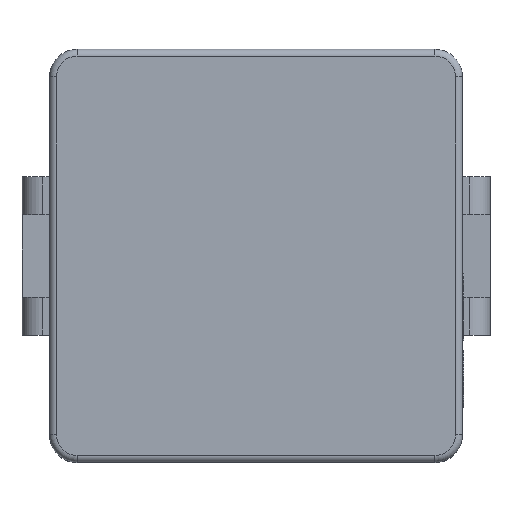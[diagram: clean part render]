
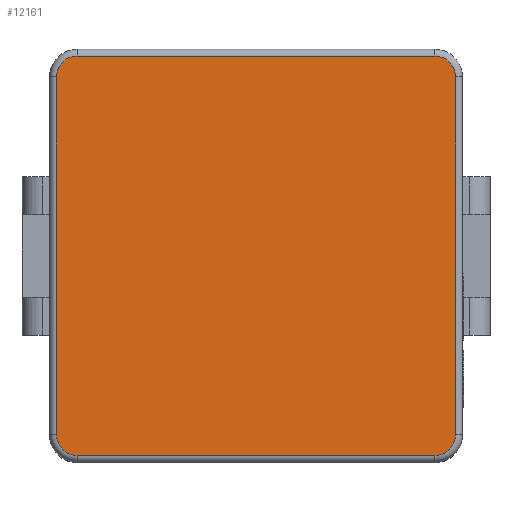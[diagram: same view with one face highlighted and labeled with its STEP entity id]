
A CAD part, top view. The second image highlights one B-rep face of the part: STEP entity #12161.
In plain terms, the highlighted planar face has unit normal (0, 0, 1).
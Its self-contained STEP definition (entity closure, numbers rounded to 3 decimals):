
#29 = VECTOR ( 'NONE', #16180, 1000. ) ;
#330 = EDGE_CURVE ( 'NONE', #7193, #16207, #13796, .T. ) ;
#351 = AXIS2_PLACEMENT_3D ( 'NONE', #5818, #8544, #10087 ) ;
#508 = ORIENTED_EDGE ( 'NONE', *, *, #16306, .T. ) ;
#557 = DIRECTION ( 'NONE',  ( 1., 0., 0. ) ) ;
#732 = ORIENTED_EDGE ( 'NONE', *, *, #3373, .T. ) ;
#765 = CARTESIAN_POINT ( 'NONE',  ( 1.3, 1.3, 1.8 ) ) ;
#1059 = CIRCLE ( 'NONE', #8122, 0.15 ) ;
#1684 = ORIENTED_EDGE ( 'NONE', *, *, #11601, .T. ) ;
#1895 = CARTESIAN_POINT ( 'NONE',  ( -1.3, -1.3, 1.8 ) ) ;
#2186 = DIRECTION ( 'NONE',  ( 0., 1., 0. ) ) ;
#2275 = ORIENTED_EDGE ( 'NONE', *, *, #9212, .T. ) ;
#2434 = CARTESIAN_POINT ( 'NONE',  ( -1.3, -1.45, 1.8 ) ) ;
#2702 = DIRECTION ( 'NONE',  ( -1., 0., 0. ) ) ;
#3039 = ORIENTED_EDGE ( 'NONE', *, *, #6128, .T. ) ;
#3068 = CARTESIAN_POINT ( 'NONE',  ( -1.45, 1.3, 1.8 ) ) ;
#3084 = CARTESIAN_POINT ( 'NONE',  ( -1.45, -1.3, 1.8 ) ) ;
#3138 = DIRECTION ( 'NONE',  ( 0., 0., 1. ) ) ;
#3373 = EDGE_CURVE ( 'NONE', #13240, #6037, #1059, .T. ) ;
#3499 = CARTESIAN_POINT ( 'NONE',  ( -1.45, -1.3, 1.8 ) ) ;
#3500 = DIRECTION ( 'NONE',  ( 0., 0., 1. ) ) ;
#3538 = VECTOR ( 'NONE', #8270, 1000. ) ;
#4575 = CARTESIAN_POINT ( 'NONE',  ( 1.45, 1.3, 1.8 ) ) ;
#5079 = DIRECTION ( 'NONE',  ( 1., 0., 0. ) ) ;
#5818 = CARTESIAN_POINT ( 'NONE',  ( -1.3, 1.3, 1.8 ) ) ;
#5960 = DIRECTION ( 'NONE',  ( 1., 0., 0. ) ) ;
#6037 = VERTEX_POINT ( 'NONE', #11381 ) ;
#6055 = AXIS2_PLACEMENT_3D ( 'NONE', #14876, #3138, #557 ) ;
#6128 = EDGE_CURVE ( 'NONE', #6037, #10725, #8124, .T. ) ;
#6497 = ORIENTED_EDGE ( 'NONE', *, *, #7536, .T. ) ;
#7023 = LINE ( 'NONE', #8644, #13060 ) ;
#7193 = VERTEX_POINT ( 'NONE', #2434 ) ;
#7536 = EDGE_CURVE ( 'NONE', #13841, #11295, #10989, .T. ) ;
#8041 = CARTESIAN_POINT ( 'NONE',  ( -1.3, 1.45, 1.8 ) ) ;
#8082 = CARTESIAN_POINT ( 'NONE',  ( -1.3, 1.45, 1.8 ) ) ;
#8122 = AXIS2_PLACEMENT_3D ( 'NONE', #765, #3500, #5960 ) ;
#8124 = LINE ( 'NONE', #8041, #15262 ) ;
#8270 = DIRECTION ( 'NONE',  ( 1., 0., 0. ) ) ;
#8276 = DIRECTION ( 'NONE',  ( 0., 0., 1. ) ) ;
#8544 = DIRECTION ( 'NONE',  ( 0., 0., 1. ) ) ;
#8644 = CARTESIAN_POINT ( 'NONE',  ( 1.45, 1.3, 1.8 ) ) ;
#9055 = VERTEX_POINT ( 'NONE', #12814 ) ;
#9212 = EDGE_CURVE ( 'NONE', #16207, #9055, #13380, .T. ) ;
#9320 = CARTESIAN_POINT ( 'NONE',  ( 1.3, -1.45, 1.8 ) ) ;
#9859 = CIRCLE ( 'NONE', #14751, 0.15 ) ;
#10087 = DIRECTION ( 'NONE',  ( 1., 0., 0. ) ) ;
#10133 = DIRECTION ( 'NONE',  ( 0., 0., 1. ) ) ;
#10380 = ORIENTED_EDGE ( 'NONE', *, *, #330, .T. ) ;
#10725 = VERTEX_POINT ( 'NONE', #8082 ) ;
#10989 = LINE ( 'NONE', #3084, #29 ) ;
#11006 = DIRECTION ( 'NONE',  ( 1., 0., 0. ) ) ;
#11295 = VERTEX_POINT ( 'NONE', #3499 ) ;
#11381 = CARTESIAN_POINT ( 'NONE',  ( 1.3, 1.45, 1.8 ) ) ;
#11601 = EDGE_CURVE ( 'NONE', #10725, #13841, #14782, .T. ) ;
#11621 = CARTESIAN_POINT ( 'NONE',  ( 0., 0., 1.8 ) ) ;
#11801 = AXIS2_PLACEMENT_3D ( 'NONE', #11621, #10133, #5079 ) ;
#12161 = ADVANCED_FACE ( 'NONE', ( #12881 ), #16751, .T. ) ;
#12814 = CARTESIAN_POINT ( 'NONE',  ( 1.45, -1.3, 1.8 ) ) ;
#12881 = FACE_OUTER_BOUND ( 'NONE', #15635, .T. ) ;
#13060 = VECTOR ( 'NONE', #2186, 1000. ) ;
#13240 = VERTEX_POINT ( 'NONE', #4575 ) ;
#13380 = CIRCLE ( 'NONE', #6055, 0.15 ) ;
#13796 = LINE ( 'NONE', #16190, #3538 ) ;
#13841 = VERTEX_POINT ( 'NONE', #3068 ) ;
#14751 = AXIS2_PLACEMENT_3D ( 'NONE', #1895, #8276, #11006 ) ;
#14782 = CIRCLE ( 'NONE', #351, 0.15 ) ;
#14876 = CARTESIAN_POINT ( 'NONE',  ( 1.3, -1.3, 1.8 ) ) ;
#15243 = ORIENTED_EDGE ( 'NONE', *, *, #15995, .T. ) ;
#15262 = VECTOR ( 'NONE', #2702, 1000. ) ;
#15635 = EDGE_LOOP ( 'NONE', ( #3039, #1684, #6497, #508, #10380, #2275, #15243, #732 ) ) ;
#15995 = EDGE_CURVE ( 'NONE', #9055, #13240, #7023, .T. ) ;
#16180 = DIRECTION ( 'NONE',  ( 0., -1., 0. ) ) ;
#16190 = CARTESIAN_POINT ( 'NONE',  ( 1.3, -1.45, 1.8 ) ) ;
#16207 = VERTEX_POINT ( 'NONE', #9320 ) ;
#16306 = EDGE_CURVE ( 'NONE', #11295, #7193, #9859, .T. ) ;
#16751 = PLANE ( 'NONE',  #11801 ) ;
